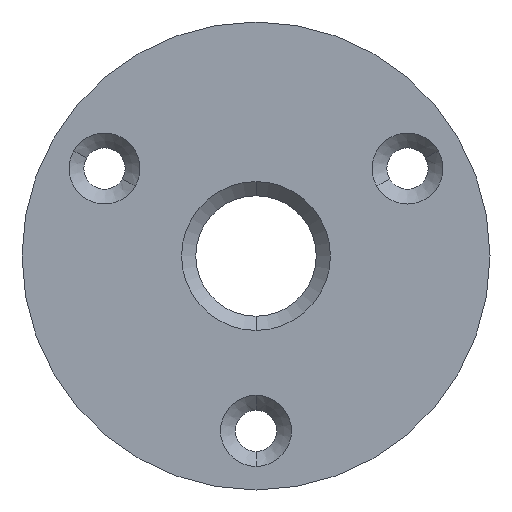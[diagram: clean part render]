
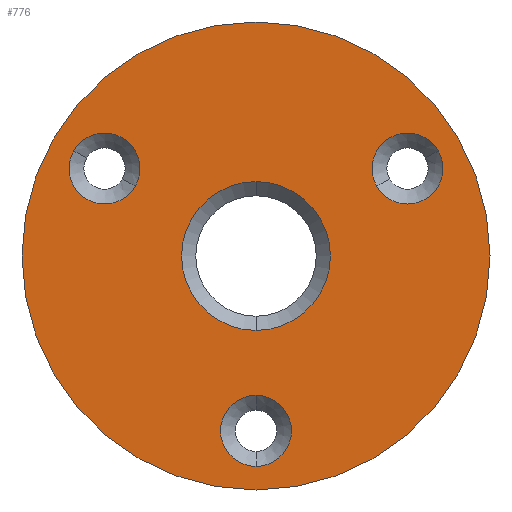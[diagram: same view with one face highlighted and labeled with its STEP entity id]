
A CAD part, front view. The second image highlights one B-rep face of the part: STEP entity #776.
In plain terms, the highlighted planar face has unit normal (0, -1, 0).
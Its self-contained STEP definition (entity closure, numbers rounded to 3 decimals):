
#7 = DIRECTION ( 'NONE',  ( 0., 0., 1. ) ) ;
#8 = VERTEX_POINT ( 'NONE', #178 ) ;
#9 = CARTESIAN_POINT ( 'NONE',  ( 0., 0., -19.8 ) ) ;
#13 = AXIS2_PLACEMENT_3D ( 'NONE', #329, #780, #43 ) ;
#22 = CARTESIAN_POINT ( 'NONE',  ( 0., 0., 0. ) ) ;
#36 = EDGE_CURVE ( 'NONE', #817, #254, #486, .T. ) ;
#38 = DIRECTION ( 'NONE',  ( 0., 1., 0. ) ) ;
#43 = DIRECTION ( 'NONE',  ( -0.866, 0., -0.5 ) ) ;
#50 = DIRECTION ( 'NONE',  ( 0.866, 0., -0.5 ) ) ;
#64 = CARTESIAN_POINT ( 'NONE',  ( 0., 0., 0. ) ) ;
#67 = EDGE_LOOP ( 'NONE', ( #236, #324 ) ) ;
#97 = CARTESIAN_POINT ( 'NONE',  ( 0., 0., -11.8 ) ) ;
#98 = VERTEX_POINT ( 'NONE', #530 ) ;
#101 = AXIS2_PLACEMENT_3D ( 'NONE', #207, #737, #200 ) ;
#128 = DIRECTION ( 'NONE',  ( 0., 0., 1. ) ) ;
#137 = FACE_BOUND ( 'NONE', #314, .T. ) ;
#160 = VERTEX_POINT ( 'NONE', #9 ) ;
#171 = FACE_BOUND ( 'NONE', #838, .T. ) ;
#178 = CARTESIAN_POINT ( 'NONE',  ( 0., 0., 6.3 ) ) ;
#192 = CARTESIAN_POINT ( 'NONE',  ( -12.817, 0., 7.4 ) ) ;
#198 = AXIS2_PLACEMENT_3D ( 'NONE', #723, #726, #279 ) ;
#200 = DIRECTION ( 'NONE',  ( 0., 0., 1. ) ) ;
#207 = CARTESIAN_POINT ( 'NONE',  ( 0., 0., -14.8 ) ) ;
#217 = DIRECTION ( 'NONE',  ( 0.866, 0., -0.5 ) ) ;
#218 = CIRCLE ( 'NONE', #13, 3. ) ;
#223 = FACE_BOUND ( 'NONE', #332, .T. ) ;
#228 = AXIS2_PLACEMENT_3D ( 'NONE', #629, #499, #7 ) ;
#236 = ORIENTED_EDGE ( 'NONE', *, *, #561, .F. ) ;
#238 = AXIS2_PLACEMENT_3D ( 'NONE', #766, #38, #831 ) ;
#243 = DIRECTION ( 'NONE',  ( -0.866, 0., -0.5 ) ) ;
#254 = VERTEX_POINT ( 'NONE', #97 ) ;
#279 = DIRECTION ( 'NONE',  ( 0., 0., 1. ) ) ;
#293 = AXIS2_PLACEMENT_3D ( 'NONE', #778, #840, #651 ) ;
#314 = EDGE_LOOP ( 'NONE', ( #702, #592 ) ) ;
#315 = DIRECTION ( 'NONE',  ( 0., 1., 0. ) ) ;
#324 = ORIENTED_EDGE ( 'NONE', *, *, #835, .F. ) ;
#328 = CIRCLE ( 'NONE', #701, 3. ) ;
#329 = CARTESIAN_POINT ( 'NONE',  ( 12.817, 0., 7.4 ) ) ;
#332 = EDGE_LOOP ( 'NONE', ( #532, #502 ) ) ;
#351 = CARTESIAN_POINT ( 'NONE',  ( -10.219, 0., 5.9 ) ) ;
#369 = EDGE_CURVE ( 'NONE', #647, #642, #328, .T. ) ;
#370 = CIRCLE ( 'NONE', #238, 6.3 ) ;
#383 = EDGE_CURVE ( 'NONE', #98, #8, #370, .T. ) ;
#391 = VERTEX_POINT ( 'NONE', #578 ) ;
#393 = ORIENTED_EDGE ( 'NONE', *, *, #676, .T. ) ;
#396 = CIRCLE ( 'NONE', #293, 6.3 ) ;
#413 = DIRECTION ( 'NONE',  ( 0., 1., 0. ) ) ;
#435 = CARTESIAN_POINT ( 'NONE',  ( 0., 0., -17.8 ) ) ;
#438 = PLANE ( 'NONE',  #847 ) ;
#445 = FACE_OUTER_BOUND ( 'NONE', #67, .T. ) ;
#451 = EDGE_CURVE ( 'NONE', #8, #98, #396, .T. ) ;
#467 = EDGE_CURVE ( 'NONE', #642, #647, #218, .T. ) ;
#471 = CARTESIAN_POINT ( 'NONE',  ( 15.415, 0., 8.9 ) ) ;
#475 = CIRCLE ( 'NONE', #615, 3. ) ;
#485 = EDGE_CURVE ( 'NONE', #391, #844, #475, .T. ) ;
#486 = CIRCLE ( 'NONE', #198, 3. ) ;
#493 = FACE_BOUND ( 'NONE', #682, .T. ) ;
#495 = DIRECTION ( 'NONE',  ( 0., 0., 1. ) ) ;
#497 = CIRCLE ( 'NONE', #101, 3. ) ;
#499 = DIRECTION ( 'NONE',  ( 0., 1., 0. ) ) ;
#502 = ORIENTED_EDGE ( 'NONE', *, *, #467, .T. ) ;
#530 = CARTESIAN_POINT ( 'NONE',  ( 0., 0., -6.3 ) ) ;
#532 = ORIENTED_EDGE ( 'NONE', *, *, #369, .T. ) ;
#540 = CARTESIAN_POINT ( 'NONE',  ( 10.219, 0., 5.9 ) ) ;
#561 = EDGE_CURVE ( 'NONE', #591, #160, #673, .T. ) ;
#574 = CIRCLE ( 'NONE', #228, 19.8 ) ;
#576 = EDGE_CURVE ( 'NONE', #254, #817, #497, .T. ) ;
#578 = CARTESIAN_POINT ( 'NONE',  ( -15.415, 0., 8.9 ) ) ;
#580 = CARTESIAN_POINT ( 'NONE',  ( 12.817, 0., 7.4 ) ) ;
#591 = VERTEX_POINT ( 'NONE', #672 ) ;
#592 = ORIENTED_EDGE ( 'NONE', *, *, #451, .T. ) ;
#602 = ORIENTED_EDGE ( 'NONE', *, *, #36, .T. ) ;
#611 = CARTESIAN_POINT ( 'NONE',  ( -12.817, 0., 7.4 ) ) ;
#615 = AXIS2_PLACEMENT_3D ( 'NONE', #192, #657, #50 ) ;
#619 = DIRECTION ( 'NONE',  ( 0., 1., 0. ) ) ;
#629 = CARTESIAN_POINT ( 'NONE',  ( 0., 0., 0. ) ) ;
#642 = VERTEX_POINT ( 'NONE', #540 ) ;
#647 = VERTEX_POINT ( 'NONE', #471 ) ;
#651 = DIRECTION ( 'NONE',  ( 0., 0., 1. ) ) ;
#657 = DIRECTION ( 'NONE',  ( 0., 1., 0. ) ) ;
#672 = CARTESIAN_POINT ( 'NONE',  ( 0., 0., 19.8 ) ) ;
#673 = CIRCLE ( 'NONE', #815, 19.8 ) ;
#676 = EDGE_CURVE ( 'NONE', #844, #391, #729, .T. ) ;
#682 = EDGE_LOOP ( 'NONE', ( #602, #828 ) ) ;
#701 = AXIS2_PLACEMENT_3D ( 'NONE', #580, #315, #243 ) ;
#702 = ORIENTED_EDGE ( 'NONE', *, *, #383, .T. ) ;
#717 = ORIENTED_EDGE ( 'NONE', *, *, #485, .T. ) ;
#723 = CARTESIAN_POINT ( 'NONE',  ( 0., 0., -14.8 ) ) ;
#726 = DIRECTION ( 'NONE',  ( 0., 1., 0. ) ) ;
#729 = CIRCLE ( 'NONE', #789, 3. ) ;
#737 = DIRECTION ( 'NONE',  ( 0., 1., 0. ) ) ;
#766 = CARTESIAN_POINT ( 'NONE',  ( 0., 0., 0. ) ) ;
#776 = ADVANCED_FACE ( 'NONE', ( #223, #171, #493, #137, #445 ), #438, .F. ) ;
#778 = CARTESIAN_POINT ( 'NONE',  ( 0., 0., 0. ) ) ;
#780 = DIRECTION ( 'NONE',  ( 0., 1., 0. ) ) ;
#789 = AXIS2_PLACEMENT_3D ( 'NONE', #611, #619, #217 ) ;
#815 = AXIS2_PLACEMENT_3D ( 'NONE', #64, #413, #128 ) ;
#817 = VERTEX_POINT ( 'NONE', #435 ) ;
#826 = DIRECTION ( 'NONE',  ( 0., 1., 0. ) ) ;
#828 = ORIENTED_EDGE ( 'NONE', *, *, #576, .T. ) ;
#831 = DIRECTION ( 'NONE',  ( 0., 0., 1. ) ) ;
#835 = EDGE_CURVE ( 'NONE', #160, #591, #574, .T. ) ;
#838 = EDGE_LOOP ( 'NONE', ( #717, #393 ) ) ;
#840 = DIRECTION ( 'NONE',  ( 0., 1., 0. ) ) ;
#844 = VERTEX_POINT ( 'NONE', #351 ) ;
#847 = AXIS2_PLACEMENT_3D ( 'NONE', #22, #826, #495 ) ;
